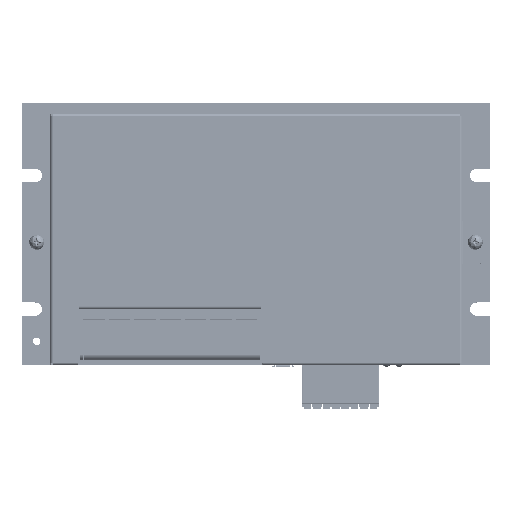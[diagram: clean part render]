
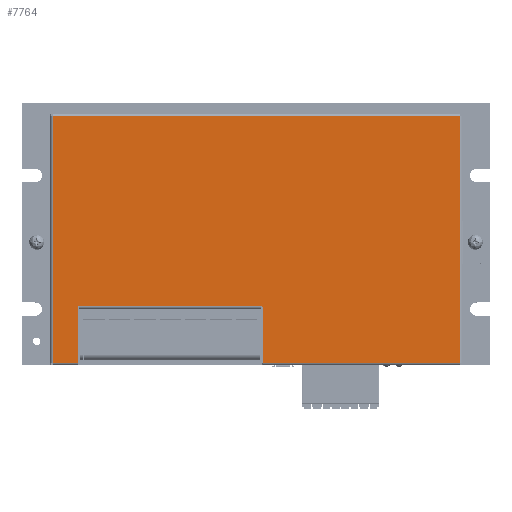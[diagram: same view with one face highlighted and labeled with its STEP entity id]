
A CAD part, top view. The second image highlights one B-rep face of the part: STEP entity #7764.
In plain terms, the highlighted planar face has unit normal (0, 0, 1).
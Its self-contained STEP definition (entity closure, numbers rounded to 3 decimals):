
#1747=CARTESIAN_POINT('',(76.1,-48.,29.175));
#1749=DIRECTION('',(1.,0.,0.));
#1750=VECTOR('',#1749,73.6);
#1751=CARTESIAN_POINT('',(2.5,-48.,29.175));
#1752=LINE('',#1751,#1750);
#1757=CARTESIAN_POINT('',(2.25,-27.25,29.175));
#1758=DIRECTION('',(0.,0.,1.));
#1759=DIRECTION('',(1.,0.,0.));
#1760=AXIS2_PLACEMENT_3D('',#1757,#1758,#1759);
#1762=CARTESIAN_POINT('',(-66.45,-27.25,29.175));
#1763=DIRECTION('',(0.,0.,1.));
#1764=DIRECTION('',(0.,1.,0.));
#1765=AXIS2_PLACEMENT_3D('',#1762,#1763,#1764);
#1767=DIRECTION('',(0.,1.,0.));
#1768=VECTOR('',#1767,92.);
#1769=CARTESIAN_POINT('',(76.1,-48.,29.175));
#1770=LINE('',#1769,#1768);
#1901=DIRECTION('',(-1.,0.,0.));
#1902=VECTOR('',#1901,152.);
#1903=CARTESIAN_POINT('',(76.1,44.,29.175));
#1904=LINE('',#1903,#1902);
#2025=DIRECTION('',(0.,-1.,0.));
#2026=VECTOR('',#2025,92.);
#2027=CARTESIAN_POINT('',(-75.9,44.,29.175));
#2028=LINE('',#2027,#2026);
#2097=DIRECTION('',(1.,0.,0.));
#2098=VECTOR('',#2097,9.2);
#2099=CARTESIAN_POINT('',(-75.9,-48.,29.175));
#2100=LINE('',#2099,#2098);
#2122=DIRECTION('',(0.,-1.,0.));
#2123=VECTOR('',#2122,20.75);
#2124=CARTESIAN_POINT('',(-66.7,-27.25,29.175));
#2125=LINE('',#2124,#2123);
#2184=DIRECTION('',(-1.,0.,0.));
#2185=VECTOR('',#2184,0.25);
#2186=CARTESIAN_POINT('',(-66.2,-27.,29.175));
#2187=LINE('',#2186,#2185);
#2242=DIRECTION('',(1.,0.,0.));
#2243=VECTOR('',#2242,68.2);
#2244=CARTESIAN_POINT('',(-66.2,-27.,29.175));
#2245=LINE('',#2244,#2243);
#2276=DIRECTION('',(-1.,0.,0.));
#2277=VECTOR('',#2276,0.25);
#2278=CARTESIAN_POINT('',(2.25,-27.,29.175));
#2279=LINE('',#2278,#2277);
#2288=DIRECTION('',(0.,1.,0.));
#2289=VECTOR('',#2288,20.75);
#2290=CARTESIAN_POINT('',(2.5,-48.,29.175));
#2291=LINE('',#2290,#2289);
#4293=CARTESIAN_POINT('',(76.1,44.,29.175));
#4294=VERTEX_POINT('',#4293);
#4433=VERTEX_POINT('',#1747);
#4639=CARTESIAN_POINT('',(-75.9,-48.,29.175));
#4640=VERTEX_POINT('',#4639);
#4680=CARTESIAN_POINT('',(-75.9,44.,29.175));
#4681=VERTEX_POINT('',#4680);
#4682=CARTESIAN_POINT('',(-66.7,-48.,29.175));
#4683=VERTEX_POINT('',#4682);
#4684=CARTESIAN_POINT('',(-66.7,-27.25,29.175));
#4685=VERTEX_POINT('',#4684);
#4686=CARTESIAN_POINT('',(-66.45,-27.,29.175));
#4687=VERTEX_POINT('',#4686);
#4688=CARTESIAN_POINT('',(-66.2,-27.,29.175));
#4689=VERTEX_POINT('',#4688);
#4690=CARTESIAN_POINT('',(2.,-27.,29.175));
#4691=VERTEX_POINT('',#4690);
#4692=CARTESIAN_POINT('',(2.25,-27.,29.175));
#4693=VERTEX_POINT('',#4692);
#4694=CARTESIAN_POINT('',(2.5,-27.25,29.175));
#4695=VERTEX_POINT('',#4694);
#4696=CARTESIAN_POINT('',(2.5,-48.,29.175));
#4697=VERTEX_POINT('',#4696);
#7734=CARTESIAN_POINT('',(0.1,-2.,29.175));
#7735=DIRECTION('',(0.,0.,1.));
#7736=DIRECTION('',(-1.,0.,0.));
#7737=AXIS2_PLACEMENT_3D('',#7734,#7735,#7736);
#7738=PLANE('',#7737);
#7740=ORIENTED_EDGE('',*,*,#7739,.F.);
#7741=ORIENTED_EDGE('',*,*,#7718,.F.);
#7743=ORIENTED_EDGE('',*,*,#7742,.T.);
#7745=ORIENTED_EDGE('',*,*,#7744,.T.);
#7747=ORIENTED_EDGE('',*,*,#7746,.T.);
#7749=ORIENTED_EDGE('',*,*,#7748,.F.);
#7751=ORIENTED_EDGE('',*,*,#7750,.T.);
#7753=ORIENTED_EDGE('',*,*,#7752,.T.);
#7755=ORIENTED_EDGE('',*,*,#7754,.T.);
#7757=ORIENTED_EDGE('',*,*,#7756,.F.);
#7759=ORIENTED_EDGE('',*,*,#7758,.F.);
#7761=ORIENTED_EDGE('',*,*,#7760,.F.);
#7762=EDGE_LOOP('',(#7740,#7741,#7743,#7745,#7747,#7749,#7751,#7753,#7755,#7757,
#7759,#7761));
#7763=FACE_OUTER_BOUND('',#7762,.F.);
#7764=ADVANCED_FACE('',(#7763),#7738,.T.);
#1761=CIRCLE('',#1760,0.25);
#1766=CIRCLE('',#1765,0.25);
#7718=EDGE_CURVE('',#4697,#4433,#1752,.T.);
#7739=EDGE_CURVE('',#4433,#4294,#1770,.T.);
#7742=EDGE_CURVE('',#4697,#4695,#2291,.T.);
#7744=EDGE_CURVE('',#4695,#4693,#1761,.T.);
#7746=EDGE_CURVE('',#4693,#4691,#2279,.T.);
#7748=EDGE_CURVE('',#4689,#4691,#2245,.T.);
#7750=EDGE_CURVE('',#4689,#4687,#2187,.T.);
#7752=EDGE_CURVE('',#4687,#4685,#1766,.T.);
#7754=EDGE_CURVE('',#4685,#4683,#2125,.T.);
#7756=EDGE_CURVE('',#4640,#4683,#2100,.T.);
#7758=EDGE_CURVE('',#4681,#4640,#2028,.T.);
#7760=EDGE_CURVE('',#4294,#4681,#1904,.T.);
